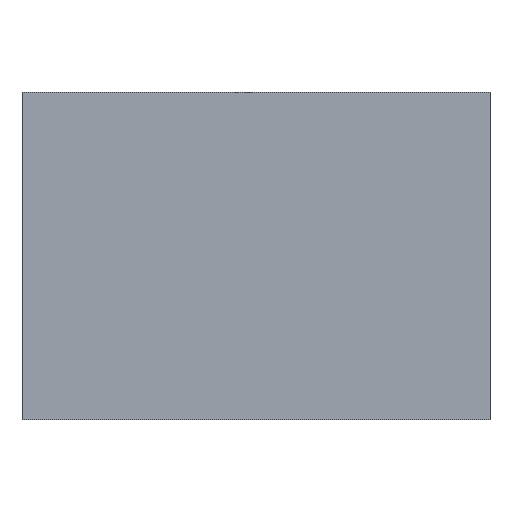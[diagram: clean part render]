
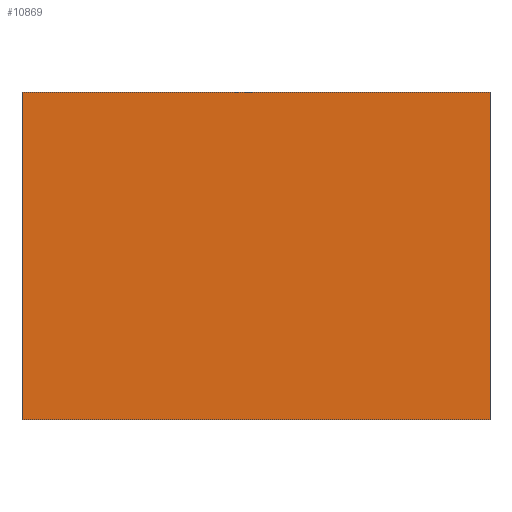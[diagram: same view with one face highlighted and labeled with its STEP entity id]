
A CAD part, front view. The second image highlights one B-rep face of the part: STEP entity #10869.
In plain terms, the highlighted planar face has unit normal (0, -1, 0).
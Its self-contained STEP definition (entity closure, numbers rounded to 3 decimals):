
#10700 = PLANE('',#10701);
#10701 = AXIS2_PLACEMENT_3D('',#10702,#10703,#10704);
#10702 = CARTESIAN_POINT('',(-50.,-150.,0.));
#10703 = DIRECTION('',(-1.,0.,0.));
#10704 = DIRECTION('',(0.,1.,0.));
#10728 = PLANE('',#10729);
#10729 = AXIS2_PLACEMENT_3D('',#10730,#10731,#10732);
#10730 = CARTESIAN_POINT('',(-50.,150.,70.));
#10731 = DIRECTION('',(0.,0.,1.));
#10732 = DIRECTION('',(1.,0.,0.));
#10756 = PLANE('',#10757);
#10757 = AXIS2_PLACEMENT_3D('',#10758,#10759,#10760);
#10758 = CARTESIAN_POINT('',(50.,150.,0.));
#10759 = DIRECTION('',(1.,0.,-0.));
#10760 = DIRECTION('',(0.,-1.,0.));
#10782 = PLANE('',#10783);
#10783 = AXIS2_PLACEMENT_3D('',#10784,#10785,#10786);
#10784 = CARTESIAN_POINT('',(-50.,150.,0.));
#10785 = DIRECTION('',(0.,0.,1.));
#10786 = DIRECTION('',(1.,0.,0.));
#10799 = VERTEX_POINT('',#10800);
#10800 = CARTESIAN_POINT('',(50.,-150.,70.));
#10821 = EDGE_CURVE('',#10822,#10799,#10824,.T.);
#10822 = VERTEX_POINT('',#10823);
#10823 = CARTESIAN_POINT('',(50.,-150.,0.));
#10824 = SURFACE_CURVE('',#10825,(#10829,#10836),.PCURVE_S1.);
#10825 = LINE('',#10826,#10827);
#10826 = CARTESIAN_POINT('',(50.,-150.,0.));
#10827 = VECTOR('',#10828,1.);
#10828 = DIRECTION('',(0.,0.,1.));
#10829 = PCURVE('',#10756,#10830);
#10830 = DEFINITIONAL_REPRESENTATION('',(#10831),#10835);
#10831 = LINE('',#10832,#10833);
#10832 = CARTESIAN_POINT('',(300.,0.));
#10833 = VECTOR('',#10834,1.);
#10834 = DIRECTION('',(0.,-1.));
#10835 = ( GEOMETRIC_REPRESENTATION_CONTEXT(2) 
PARAMETRIC_REPRESENTATION_CONTEXT() REPRESENTATION_CONTEXT('2D SPACE',''
  ) );
#10836 = PCURVE('',#10837,#10842);
#10837 = PLANE('',#10838);
#10838 = AXIS2_PLACEMENT_3D('',#10839,#10840,#10841);
#10839 = CARTESIAN_POINT('',(50.,-150.,0.));
#10840 = DIRECTION('',(0.,-1.,0.));
#10841 = DIRECTION('',(-1.,0.,0.));
#10842 = DEFINITIONAL_REPRESENTATION('',(#10843),#10847);
#10843 = LINE('',#10844,#10845);
#10844 = CARTESIAN_POINT('',(0.,-0.));
#10845 = VECTOR('',#10846,1.);
#10846 = DIRECTION('',(0.,-1.));
#10847 = ( GEOMETRIC_REPRESENTATION_CONTEXT(2) 
PARAMETRIC_REPRESENTATION_CONTEXT() REPRESENTATION_CONTEXT('2D SPACE',''
  ) );
#10869 = ADVANCED_FACE('',(#10870),#10837,.T.);
#10870 = FACE_BOUND('',#10871,.T.);
#10871 = EDGE_LOOP('',(#10872,#10873,#10896,#10919));
#10872 = ORIENTED_EDGE('',*,*,#10821,.T.);
#10873 = ORIENTED_EDGE('',*,*,#10874,.T.);
#10874 = EDGE_CURVE('',#10799,#10875,#10877,.T.);
#10875 = VERTEX_POINT('',#10876);
#10876 = CARTESIAN_POINT('',(-50.,-150.,70.));
#10877 = SURFACE_CURVE('',#10878,(#10882,#10889),.PCURVE_S1.);
#10878 = LINE('',#10879,#10880);
#10879 = CARTESIAN_POINT('',(50.,-150.,70.));
#10880 = VECTOR('',#10881,1.);
#10881 = DIRECTION('',(-1.,0.,0.));
#10882 = PCURVE('',#10837,#10883);
#10883 = DEFINITIONAL_REPRESENTATION('',(#10884),#10888);
#10884 = LINE('',#10885,#10886);
#10885 = CARTESIAN_POINT('',(0.,-70.));
#10886 = VECTOR('',#10887,1.);
#10887 = DIRECTION('',(1.,0.));
#10888 = ( GEOMETRIC_REPRESENTATION_CONTEXT(2) 
PARAMETRIC_REPRESENTATION_CONTEXT() REPRESENTATION_CONTEXT('2D SPACE',''
  ) );
#10889 = PCURVE('',#10728,#10890);
#10890 = DEFINITIONAL_REPRESENTATION('',(#10891),#10895);
#10891 = LINE('',#10892,#10893);
#10892 = CARTESIAN_POINT('',(100.,-300.));
#10893 = VECTOR('',#10894,1.);
#10894 = DIRECTION('',(-1.,0.));
#10895 = ( GEOMETRIC_REPRESENTATION_CONTEXT(2) 
PARAMETRIC_REPRESENTATION_CONTEXT() REPRESENTATION_CONTEXT('2D SPACE',''
  ) );
#10896 = ORIENTED_EDGE('',*,*,#10897,.F.);
#10897 = EDGE_CURVE('',#10898,#10875,#10900,.T.);
#10898 = VERTEX_POINT('',#10899);
#10899 = CARTESIAN_POINT('',(-50.,-150.,0.));
#10900 = SURFACE_CURVE('',#10901,(#10905,#10912),.PCURVE_S1.);
#10901 = LINE('',#10902,#10903);
#10902 = CARTESIAN_POINT('',(-50.,-150.,0.));
#10903 = VECTOR('',#10904,1.);
#10904 = DIRECTION('',(0.,0.,1.));
#10905 = PCURVE('',#10837,#10906);
#10906 = DEFINITIONAL_REPRESENTATION('',(#10907),#10911);
#10907 = LINE('',#10908,#10909);
#10908 = CARTESIAN_POINT('',(100.,0.));
#10909 = VECTOR('',#10910,1.);
#10910 = DIRECTION('',(0.,-1.));
#10911 = ( GEOMETRIC_REPRESENTATION_CONTEXT(2) 
PARAMETRIC_REPRESENTATION_CONTEXT() REPRESENTATION_CONTEXT('2D SPACE',''
  ) );
#10912 = PCURVE('',#10700,#10913);
#10913 = DEFINITIONAL_REPRESENTATION('',(#10914),#10918);
#10914 = LINE('',#10915,#10916);
#10915 = CARTESIAN_POINT('',(0.,0.));
#10916 = VECTOR('',#10917,1.);
#10917 = DIRECTION('',(0.,-1.));
#10918 = ( GEOMETRIC_REPRESENTATION_CONTEXT(2) 
PARAMETRIC_REPRESENTATION_CONTEXT() REPRESENTATION_CONTEXT('2D SPACE',''
  ) );
#10919 = ORIENTED_EDGE('',*,*,#10920,.F.);
#10920 = EDGE_CURVE('',#10822,#10898,#10921,.T.);
#10921 = SURFACE_CURVE('',#10922,(#10926,#10933),.PCURVE_S1.);
#10922 = LINE('',#10923,#10924);
#10923 = CARTESIAN_POINT('',(50.,-150.,0.));
#10924 = VECTOR('',#10925,1.);
#10925 = DIRECTION('',(-1.,0.,0.));
#10926 = PCURVE('',#10837,#10927);
#10927 = DEFINITIONAL_REPRESENTATION('',(#10928),#10932);
#10928 = LINE('',#10929,#10930);
#10929 = CARTESIAN_POINT('',(0.,-0.));
#10930 = VECTOR('',#10931,1.);
#10931 = DIRECTION('',(1.,0.));
#10932 = ( GEOMETRIC_REPRESENTATION_CONTEXT(2) 
PARAMETRIC_REPRESENTATION_CONTEXT() REPRESENTATION_CONTEXT('2D SPACE',''
  ) );
#10933 = PCURVE('',#10782,#10934);
#10934 = DEFINITIONAL_REPRESENTATION('',(#10935),#10939);
#10935 = LINE('',#10936,#10937);
#10936 = CARTESIAN_POINT('',(100.,-300.));
#10937 = VECTOR('',#10938,1.);
#10938 = DIRECTION('',(-1.,0.));
#10939 = ( GEOMETRIC_REPRESENTATION_CONTEXT(2) 
PARAMETRIC_REPRESENTATION_CONTEXT() REPRESENTATION_CONTEXT('2D SPACE',''
  ) );
